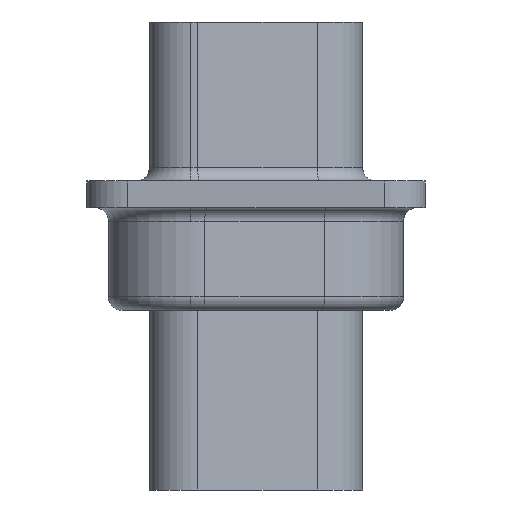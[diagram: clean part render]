
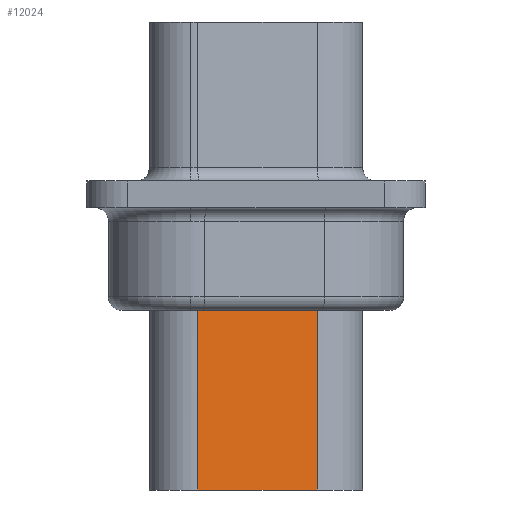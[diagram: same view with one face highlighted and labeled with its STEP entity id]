
A CAD part, left-side view. The second image highlights one B-rep face of the part: STEP entity #12024.
In plain terms, the highlighted planar face has unit normal (-0.985, -0.174, 0).
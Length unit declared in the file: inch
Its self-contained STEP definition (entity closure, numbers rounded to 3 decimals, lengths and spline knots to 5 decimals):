
#842 = VECTOR ( 'NONE', #12648, 39.37008 ) ;
#903 = CARTESIAN_POINT ( 'NONE',  ( -0.485, 0.08508, -0.1495 ) ) ;
#2115 = DIRECTION ( 'NONE',  ( -0.174, 0.985, 0. ) ) ;
#2819 = EDGE_LOOP ( 'NONE', ( #5136, #9731, #5772, #7786 ) ) ;
#3056 = CARTESIAN_POINT ( 'NONE',  ( -0.485, 0.08508, -1.71387 ) ) ;
#3529 = VERTEX_POINT ( 'NONE', #10520 ) ;
#4281 = DIRECTION ( 'NONE',  ( 0.985, 0.174, 0. ) ) ;
#5136 = ORIENTED_EDGE ( 'NONE', *, *, #8687, .T. ) ;
#5260 = AXIS2_PLACEMENT_3D ( 'NONE', #11577, #4281, #6721 ) ;
#5772 = ORIENTED_EDGE ( 'NONE', *, *, #8325, .F. ) ;
#6310 = FACE_OUTER_BOUND ( 'NONE', #2819, .T. ) ;
#6608 = CARTESIAN_POINT ( 'NONE',  ( -0.45424, -0.08939, -1.71387 ) ) ;
#6684 = LINE ( 'NONE', #6608, #8273 ) ;
#6717 = LINE ( 'NONE', #903, #6796 ) ;
#6721 = DIRECTION ( 'NONE',  ( -0.174, 0.985, 0. ) ) ;
#6796 = VECTOR ( 'NONE', #2115, 39.37008 ) ;
#6855 = CARTESIAN_POINT ( 'NONE',  ( -0.45424, -0.08939, -0.4315 ) ) ;
#7786 = ORIENTED_EDGE ( 'NONE', *, *, #9228, .T. ) ;
#7798 = LINE ( 'NONE', #3056, #842 ) ;
#7831 = DIRECTION ( 'NONE',  ( 0., 0., 1. ) ) ;
#8273 = VECTOR ( 'NONE', #7831, 39.37008 ) ;
#8325 = EDGE_CURVE ( 'NONE', #8910, #10587, #13594, .T. ) ;
#8395 = VERTEX_POINT ( 'NONE', #9433 ) ;
#8467 = CARTESIAN_POINT ( 'NONE',  ( -0.485, 0.08508, -0.4315 ) ) ;
#8474 = VECTOR ( 'NONE', #9131, 39.37008 ) ;
#8687 = EDGE_CURVE ( 'NONE', #3529, #8395, #6717, .T. ) ;
#8910 = VERTEX_POINT ( 'NONE', #6855 ) ;
#9131 = DIRECTION ( 'NONE',  ( -0.174, 0.985, 0. ) ) ;
#9228 = EDGE_CURVE ( 'NONE', #8910, #3529, #6684, .T. ) ;
#9433 = CARTESIAN_POINT ( 'NONE',  ( -0.485, 0.08508, -0.1495 ) ) ;
#9731 = ORIENTED_EDGE ( 'NONE', *, *, #10389, .F. ) ;
#10389 = EDGE_CURVE ( 'NONE', #10587, #8395, #7798, .T. ) ;
#10416 = PLANE ( 'NONE',  #5260 ) ;
#10520 = CARTESIAN_POINT ( 'NONE',  ( -0.45424, -0.08939, -0.1495 ) ) ;
#10587 = VERTEX_POINT ( 'NONE', #8467 ) ;
#11577 = CARTESIAN_POINT ( 'NONE',  ( -0.45424, -0.08939, -1.71387 ) ) ;
#12024 = ADVANCED_FACE ( 'NONE', ( #6310 ), #10416, .F. ) ;
#12648 = DIRECTION ( 'NONE',  ( 0., 0., 1. ) ) ;
#13594 = LINE ( 'NONE', #13925, #8474 ) ;
#13925 = CARTESIAN_POINT ( 'NONE',  ( -0.45424, -0.08939, -0.4315 ) ) ;
